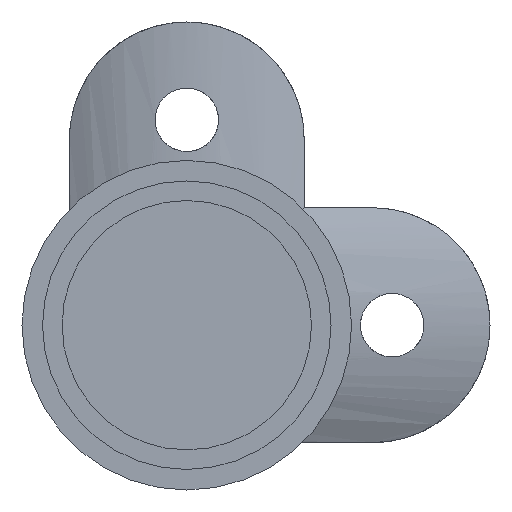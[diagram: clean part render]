
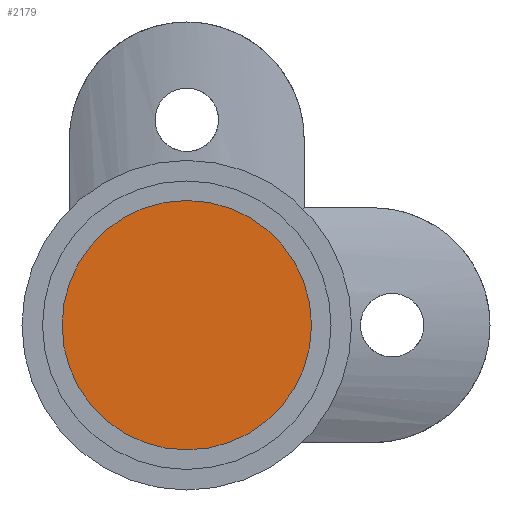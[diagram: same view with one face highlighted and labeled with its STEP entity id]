
A CAD part, front view. The second image highlights one B-rep face of the part: STEP entity #2179.
In plain terms, the highlighted planar face has unit normal (0, -1, 0).
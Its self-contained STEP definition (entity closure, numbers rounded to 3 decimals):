
#125 = EDGE_LOOP ( 'NONE', ( #9258, #2977 ) ) ;
#329 = DIRECTION ( 'NONE',  ( 0., 0., -1. ) ) ;
#573 = DIRECTION ( 'NONE',  ( 0., -1., 0. ) ) ;
#590 = CARTESIAN_POINT ( 'NONE',  ( 0., 30., 12.75 ) ) ;
#1454 = EDGE_CURVE ( 'NONE', #12263, #9433, #7901, .T. ) ;
#1491 = AXIS2_PLACEMENT_3D ( 'NONE', #5425, #573, #8282 ) ;
#1851 = CIRCLE ( 'NONE', #1491, 12.75 ) ;
#2179 = ADVANCED_FACE ( 'NONE', ( #6250 ), #2584, .T. ) ;
#2584 = PLANE ( 'NONE',  #7514 ) ;
#2662 = DIRECTION ( 'NONE',  ( 0., -1., 0. ) ) ;
#2743 = CARTESIAN_POINT ( 'NONE',  ( 0., 30., 0. ) ) ;
#2977 = ORIENTED_EDGE ( 'NONE', *, *, #5775, .T. ) ;
#4552 = AXIS2_PLACEMENT_3D ( 'NONE', #9919, #8993, #329 ) ;
#5425 = CARTESIAN_POINT ( 'NONE',  ( 0., 30., 0. ) ) ;
#5775 = EDGE_CURVE ( 'NONE', #9433, #12263, #1851, .T. ) ;
#6250 = FACE_OUTER_BOUND ( 'NONE', #125, .T. ) ;
#7514 = AXIS2_PLACEMENT_3D ( 'NONE', #2743, #2662, #12281 ) ;
#7901 = CIRCLE ( 'NONE', #4552, 12.75 ) ;
#8282 = DIRECTION ( 'NONE',  ( 0., 0., -1. ) ) ;
#8993 = DIRECTION ( 'NONE',  ( 0., -1., 0. ) ) ;
#9258 = ORIENTED_EDGE ( 'NONE', *, *, #1454, .T. ) ;
#9433 = VERTEX_POINT ( 'NONE', #590 ) ;
#9919 = CARTESIAN_POINT ( 'NONE',  ( 0., 30., 0. ) ) ;
#11136 = CARTESIAN_POINT ( 'NONE',  ( 0., 30., -12.75 ) ) ;
#12263 = VERTEX_POINT ( 'NONE', #11136 ) ;
#12281 = DIRECTION ( 'NONE',  ( 0., 0., -1. ) ) ;
